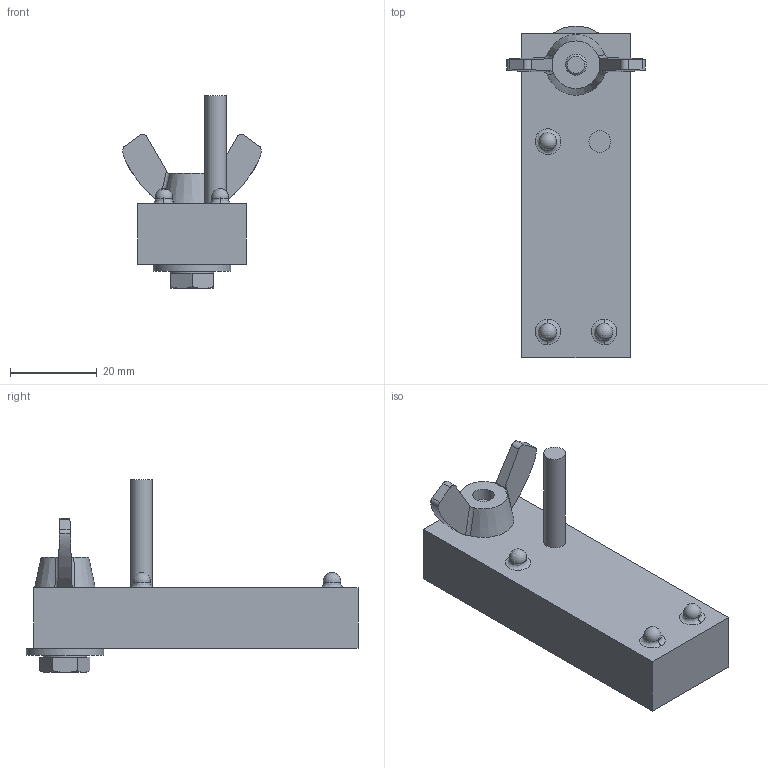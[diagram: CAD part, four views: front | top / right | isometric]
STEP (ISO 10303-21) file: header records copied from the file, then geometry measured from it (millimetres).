
FILE_DESCRIPTION(('STEP AP214'), '1');
FILE_NAME('P03-19.1 Äàò÷èê óðîâíÿ âîäû ÄÑ-Ð1 ñêèììåðíûé äâóõóðîâíåâûé', '2025-10-10T05:39:12', ('Runwill'), (''), 'C3D Converter', 'C3D Toolkit', '');
FILE_SCHEMA(('AUTOMOTIVE_DESIGN { 1 0 10303 214 3 1 1}'));
Length unit declared in the file: millimetre
Assembly tree (3 placements, depth 2):
  (unnamed)
    (unnamed)
    (unnamed)
    (unnamed)
Bounding box: 32 x 76.75 x 44.6 mm (x, y, z)
Volume: 28884.7 mm3; surface area: 8921.2 mm2
Topology: 2 solids, 2 shells, 73 faces, 175 edges, 111 vertices
Faces by surface type: plane 35, cylinder 13, cone 10, bspline 9, sphere 3, extrusion 2, torus 1
Full cylindrical faces by diameter (mm): 4.917 x1, 5 x1, 6 x1, 6.4 x1, 6.5 x1, 10 x1, 18 x1
Entity records: 5184 total; most frequent: CARTESIAN_POINT 3267, ORIENTED_EDGE 308, DIRECTION 264, EDGE_CURVE 154, AXIS2_PLACEMENT_3D 104, VERTEX_POINT 104, EDGE_LOOP 94, FACE_BOUND 74
